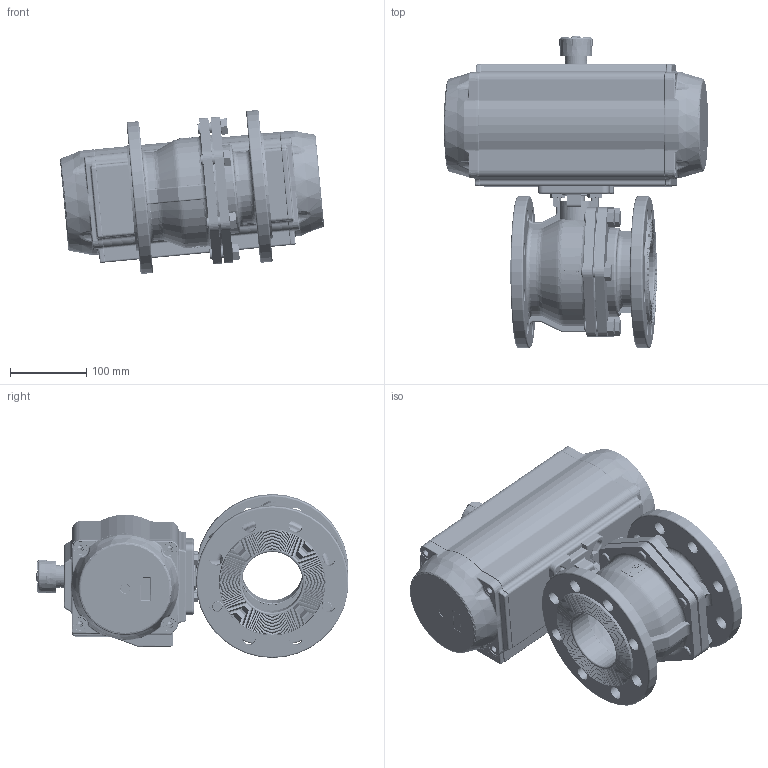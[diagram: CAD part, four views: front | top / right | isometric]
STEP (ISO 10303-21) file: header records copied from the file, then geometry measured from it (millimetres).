
FILE_DESCRIPTION(/* description */ ('Unknown'),/* implementation_level */ '2;1');
FILE_NAME(/* name */ 'PE07 0920-11',/* time_stamp */ '2025-02-24T10:15:47+01:00',/* author */ ('Unknown'),/* organization */ ('Unknown'),/* preprocessor_version */ 'ST-DEVELOPER v19.4',/* originating_system */ 'Solid Edge',/* authorisation */ 'Unknown');
FILE_SCHEMA (('AUTOMOTIVE_DESIGN {1 0 10303 214 3 1 1}'));
Length unit declared in the file: millimetre
Products named in the file (21): PE07 0920-11; 920-11; MV-24D DN80 BODY; MV-24D DN80 STEM PACKING 1; M14-30_GB_FASTENER_BOLT_HHBFTC M14X30-N; MV-24D DN80 STEM; MV-24D DN80 Bellevlle Washer; MV-24D DN80 NUT STOPPER; MV-24D DN80 NUT M22; MV-24D DN80 CAP; PD08_PE07; VTE125埴詰; vt125-2016-06-25; vt125-2016-06-25   酘傷裔_MIR; VT125-03-01   活塞; VT125-3 粣; Optische Anzeige; ______; ________(___________; cup head nib bolts with large head gb_GB_FASTENER_BOLT_CHNBW M6X25-N; DIN 933 M8x25 A2-70 BLK_EDST
Assembly tree (33 placements, depth 4):
  PE07 0920-11
    920-11
      MV-24D DN80 BODY
      MV-24D DN80 STEM PACKING 1
      M14-30_GB_FASTENER_BOLT_HHBFTC M14X30-N  x6
      MV-24D DN80 STEM
      MV-24D DN80 Bellevlle Washer  x2
      MV-24D DN80 NUT STOPPER
      MV-24D DN80 NUT M22
      MV-24D DN80 CAP
    PD08_PE07
      VTE125埴詰
      vt125-2016-06-25
      vt125-2016-06-25   酘傷裔_MIR
      VT125-03-01   活塞  x2
      VT125-3 粣
      Optische Anzeige
        ______
        ________(___________  x4
        cup head nib bolts with large head gb_GB_FASTENER_BOLT_CHNBW M6X25-N
    DIN 933 M8x25 A2-70 BLK_EDST  x4
Bounding box: 346.44 x 410.5 x 215.05 mm (x, y, z)
Volume: 5135204.2 mm3; surface area: 1048760.9 mm2
Topology: 30 solids, 30 shells, 4097 faces, 10065 edges, 6192 vertices
Faces by surface type: plane 1189, cylinder 1024, bspline 853, torus 549, cone 429, sphere 53
Full cylindrical faces by diameter (mm): 3 x16, 3.3 x8, 4.134 x8, 4.66 x1, 4.917 x1, 5 x1, 6 x1, 6.2 x1, 6.647 x12, 7 x1, 8 x4, 8.376 x4, 10.106 x2, 11.445 x2, 12.2 x6, 13 x6, 14 x6, 15.5 x6, 17 x8, 17.5 x2, 18 x16, 18.3 x1, 20 x1, 22 x2, 22.1 x1, 22.2 x1, 23 x2, 25 x1, 26 x2, 26.4 x1
Entity records: 150569 total; most frequent: CARTESIAN_POINT 82099, ORIENTED_EDGE 14620, DIRECTION 12395, EDGE_CURVE 7310, AXIS2_PLACEMENT_3D 4865, VERTEX_POINT 4797, FACE_BOUND 3951, EDGE_LOOP 3929
